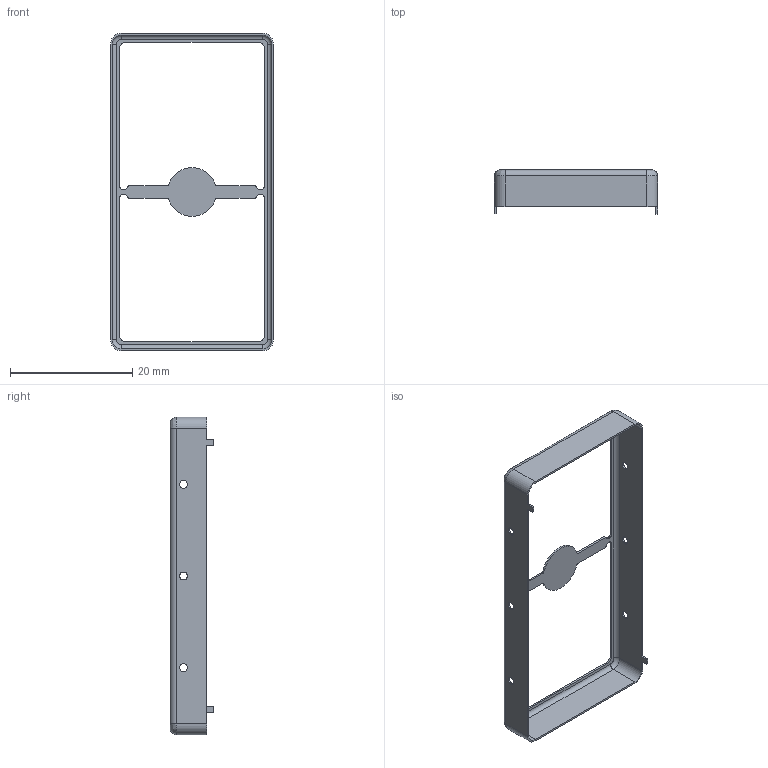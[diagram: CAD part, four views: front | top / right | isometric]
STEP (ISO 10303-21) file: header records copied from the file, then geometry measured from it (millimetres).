
FILE_DESCRIPTION( ( 'Unknown' ), '1' );
FILE_NAME( '3670520.stp', 'Unknown', ( 'Unknown' ), ( 'Unknown' ), 'PSStep 21.0.46', 'Unknown', ' ' );
FILE_SCHEMA( ( 'AUTOMOTIVE_DESIGN { 1 0 10303 214 1 1 1 1 }' ) );
Length unit declared in the file: millimetre
Products named in the file (1): MS570-10F
Bounding box: 26.7 x 7.2 x 52 mm (x, y, z)
Volume: 335 mm3; surface area: 2346.9 mm2
Topology: 1 solids, 1 shells, 76 faces, 212 edges, 138 vertices
Faces by surface type: cylinder 40, plane 28, bspline 4, torus 4
Full cylindrical faces by diameter (mm): 1.3 x6
Entity records: 3080 total; most frequent: CARTESIAN_POINT 469, DIRECTION 434, ORIENTED_EDGE 400, EDGE_CURVE 200, AXIS2_PLACEMENT_3D 161, VERTEX_POINT 132, LINE 112, VECTOR 112
